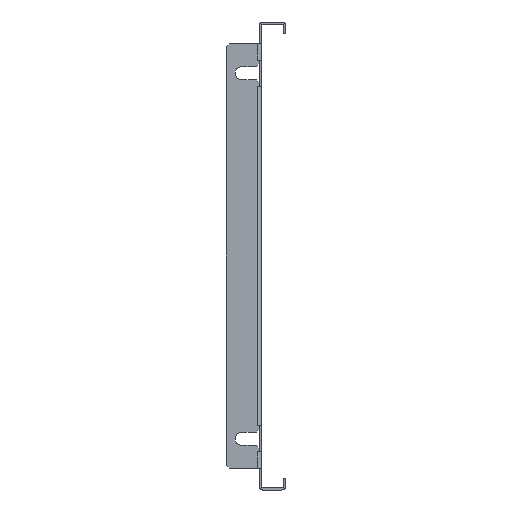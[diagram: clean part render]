
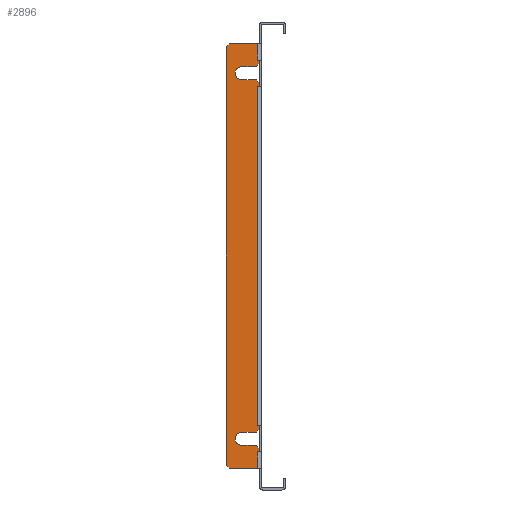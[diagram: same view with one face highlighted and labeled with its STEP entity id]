
A CAD part, left-side view. The second image highlights one B-rep face of the part: STEP entity #2896.
In plain terms, the highlighted face is planar.
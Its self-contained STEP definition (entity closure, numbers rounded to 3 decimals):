
#37=DIRECTION('',(1.,0.,0.));
#38=VECTOR('',#37,11.);
#39=CARTESIAN_POINT('',(-145.,-1.,-229.));
#40=LINE('',#39,#38);
#44=DIRECTION('',(-0.707,0.707,0.));
#45=VECTOR('',#44,2.828);
#46=CARTESIAN_POINT('',(-143.,-22.5,-229.));
#47=LINE('',#46,#45);
#51=DIRECTION('',(-1.,0.,0.));
#52=VECTOR('',#51,286.);
#53=CARTESIAN_POINT('',(143.,-22.5,-229.));
#54=LINE('',#53,#52);
#58=DIRECTION('',(-0.707,-0.707,0.));
#59=VECTOR('',#58,2.828);
#60=CARTESIAN_POINT('',(145.,-20.5,-229.));
#61=LINE('',#60,#59);
#65=DIRECTION('',(1.,0.,0.));
#66=VECTOR('',#65,11.);
#67=CARTESIAN_POINT('',(134.,-1.,-229.));
#68=LINE('',#67,#66);
#72=DIRECTION('',(0.,1.,0.));
#73=VECTOR('',#72,1.);
#74=CARTESIAN_POINT('',(134.,-1.,-229.));
#75=LINE('',#74,#73);
#79=DIRECTION('',(1.,0.,0.));
#80=VECTOR('',#79,2.5);
#81=CARTESIAN_POINT('',(131.5,0.,-229.));
#82=LINE('',#81,#80);
#86=DIRECTION('',(0.,1.,0.));
#87=VECTOR('',#86,10.);
#88=CARTESIAN_POINT('',(129.5,-12.,-229.));
#89=LINE('',#88,#87);
#93=CARTESIAN_POINT('',(125.,-12.,-229.));
#94=DIRECTION('',(0.,0.,1.));
#95=DIRECTION('',(-1.,0.,0.));
#96=AXIS2_PLACEMENT_3D('',#93,#94,#95);
#101=DIRECTION('',(0.,-1.,0.));
#102=VECTOR('',#101,10.);
#103=CARTESIAN_POINT('',(120.5,-2.,-229.));
#104=LINE('',#103,#102);
#108=DIRECTION('',(1.,0.,0.));
#109=VECTOR('',#108,2.5);
#110=CARTESIAN_POINT('',(116.,0.,-229.));
#111=LINE('',#110,#109);
#115=DIRECTION('',(0.,1.,0.));
#116=VECTOR('',#115,1.);
#117=CARTESIAN_POINT('',(116.,-1.,-229.));
#118=LINE('',#117,#116);
#122=DIRECTION('',(1.,0.,0.));
#123=VECTOR('',#122,232.);
#124=CARTESIAN_POINT('',(-116.,-1.,-229.));
#125=LINE('',#124,#123);
#129=DIRECTION('',(0.,1.,0.));
#130=VECTOR('',#129,1.);
#131=CARTESIAN_POINT('',(-116.,-1.,-229.));
#132=LINE('',#131,#130);
#136=DIRECTION('',(1.,0.,0.));
#137=VECTOR('',#136,2.5);
#138=CARTESIAN_POINT('',(-118.5,0.,-229.));
#139=LINE('',#138,#137);
#143=DIRECTION('',(0.,1.,0.));
#144=VECTOR('',#143,10.);
#145=CARTESIAN_POINT('',(-120.5,-12.,-229.));
#146=LINE('',#145,#144);
#150=CARTESIAN_POINT('',(-125.,-12.,-229.));
#151=DIRECTION('',(0.,0.,1.));
#152=DIRECTION('',(-1.,0.,0.));
#153=AXIS2_PLACEMENT_3D('',#150,#151,#152);
#158=DIRECTION('',(0.,-1.,0.));
#159=VECTOR('',#158,10.);
#160=CARTESIAN_POINT('',(-129.5,-2.,-229.));
#161=LINE('',#160,#159);
#165=DIRECTION('',(1.,0.,0.));
#166=VECTOR('',#165,2.5);
#167=CARTESIAN_POINT('',(-134.,0.,-229.));
#168=LINE('',#167,#166);
#172=DIRECTION('',(0.,1.,0.));
#173=VECTOR('',#172,1.);
#174=CARTESIAN_POINT('',(-134.,-1.,-229.));
#175=LINE('',#174,#173);
#230=DIRECTION('',(-0.707,0.707,0.));
#231=VECTOR('',#230,2.828);
#232=CARTESIAN_POINT('',(-129.5,-2.,-229.));
#233=LINE('',#232,#231);
#272=DIRECTION('',(-0.707,-0.707,0.));
#273=VECTOR('',#272,2.828);
#274=CARTESIAN_POINT('',(-118.5,0.,-229.));
#275=LINE('',#274,#273);
#345=DIRECTION('',(-0.707,0.707,0.));
#346=VECTOR('',#345,2.828);
#347=CARTESIAN_POINT('',(120.5,-2.,-229.));
#348=LINE('',#347,#346);
#387=DIRECTION('',(-0.707,-0.707,0.));
#388=VECTOR('',#387,2.828);
#389=CARTESIAN_POINT('',(131.5,0.,-229.));
#390=LINE('',#389,#388);
#417=DIRECTION('',(0.,-1.,0.));
#418=VECTOR('',#417,19.5);
#419=CARTESIAN_POINT('',(145.,-1.,-229.));
#420=LINE('',#419,#418);
#467=DIRECTION('',(0.,1.,0.));
#468=VECTOR('',#467,19.5);
#469=CARTESIAN_POINT('',(-145.,-20.5,-229.));
#470=LINE('',#469,#468);
#2485=CARTESIAN_POINT('',(145.,-20.5,-229.));
#2486=CARTESIAN_POINT('',(143.,-22.5,-229.));
#2487=VERTEX_POINT('',#2485);
#2488=VERTEX_POINT('',#2486);
#2489=CARTESIAN_POINT('',(-143.,-22.5,-229.));
#2490=VERTEX_POINT('',#2489);
#2491=CARTESIAN_POINT('',(-145.,-20.5,-229.));
#2492=VERTEX_POINT('',#2491);
#2501=CARTESIAN_POINT('',(120.5,-12.,-229.));
#2502=CARTESIAN_POINT('',(129.5,-12.,-229.));
#2503=VERTEX_POINT('',#2501);
#2504=VERTEX_POINT('',#2502);
#2505=CARTESIAN_POINT('',(-129.5,-12.,-229.));
#2506=CARTESIAN_POINT('',(-120.5,-12.,-229.));
#2507=VERTEX_POINT('',#2505);
#2508=VERTEX_POINT('',#2506);
#2565=CARTESIAN_POINT('',(131.5,0.,-229.));
#2567=VERTEX_POINT('',#2565);
#2569=CARTESIAN_POINT('',(129.5,-2.,-229.));
#2571=VERTEX_POINT('',#2569);
#2573=CARTESIAN_POINT('',(120.5,-2.,-229.));
#2575=VERTEX_POINT('',#2573);
#2577=CARTESIAN_POINT('',(118.5,0.,-229.));
#2579=VERTEX_POINT('',#2577);
#2581=CARTESIAN_POINT('',(-118.5,0.,-229.));
#2583=VERTEX_POINT('',#2581);
#2585=CARTESIAN_POINT('',(-120.5,-2.,-229.));
#2587=VERTEX_POINT('',#2585);
#2589=CARTESIAN_POINT('',(-129.5,-2.,-229.));
#2591=VERTEX_POINT('',#2589);
#2593=CARTESIAN_POINT('',(-131.5,0.,-229.));
#2595=VERTEX_POINT('',#2593);
#2771=CARTESIAN_POINT('',(-145.,-1.,-229.));
#2772=VERTEX_POINT('',#2771);
#2773=CARTESIAN_POINT('',(-134.,-1.,-229.));
#2774=VERTEX_POINT('',#2773);
#2775=CARTESIAN_POINT('',(-134.,0.,-229.));
#2776=VERTEX_POINT('',#2775);
#2785=CARTESIAN_POINT('',(-116.,-1.,-229.));
#2786=CARTESIAN_POINT('',(116.,-1.,-229.));
#2787=VERTEX_POINT('',#2785);
#2788=VERTEX_POINT('',#2786);
#2789=CARTESIAN_POINT('',(-116.,0.,-229.));
#2790=VERTEX_POINT('',#2789);
#2791=CARTESIAN_POINT('',(116.,0.,-229.));
#2792=VERTEX_POINT('',#2791);
#2793=CARTESIAN_POINT('',(145.,-1.,-229.));
#2795=VERTEX_POINT('',#2793);
#2801=CARTESIAN_POINT('',(134.,-1.,-229.));
#2802=VERTEX_POINT('',#2801);
#2803=CARTESIAN_POINT('',(134.,0.,-229.));
#2804=VERTEX_POINT('',#2803);
#2837=CARTESIAN_POINT('',(0.,0.,-229.));
#2838=DIRECTION('',(0.,0.,1.));
#2839=DIRECTION('',(-1.,0.,0.));
#2840=AXIS2_PLACEMENT_3D('',#2837,#2838,#2839);
#2841=PLANE('',#2840);
#2843=ORIENTED_EDGE('',*,*,#2842,.F.);
#2845=ORIENTED_EDGE('',*,*,#2844,.F.);
#2847=ORIENTED_EDGE('',*,*,#2846,.F.);
#2849=ORIENTED_EDGE('',*,*,#2848,.F.);
#2851=ORIENTED_EDGE('',*,*,#2850,.F.);
#2853=ORIENTED_EDGE('',*,*,#2852,.F.);
#2855=ORIENTED_EDGE('',*,*,#2854,.F.);
#2857=ORIENTED_EDGE('',*,*,#2856,.T.);
#2859=ORIENTED_EDGE('',*,*,#2858,.F.);
#2861=ORIENTED_EDGE('',*,*,#2860,.T.);
#2863=ORIENTED_EDGE('',*,*,#2862,.F.);
#2865=ORIENTED_EDGE('',*,*,#2864,.F.);
#2867=ORIENTED_EDGE('',*,*,#2866,.F.);
#2869=ORIENTED_EDGE('',*,*,#2868,.T.);
#2871=ORIENTED_EDGE('',*,*,#2870,.F.);
#2873=ORIENTED_EDGE('',*,*,#2872,.F.);
#2875=ORIENTED_EDGE('',*,*,#2874,.F.);
#2877=ORIENTED_EDGE('',*,*,#2876,.T.);
#2879=ORIENTED_EDGE('',*,*,#2878,.F.);
#2881=ORIENTED_EDGE('',*,*,#2880,.T.);
#2883=ORIENTED_EDGE('',*,*,#2882,.F.);
#2885=ORIENTED_EDGE('',*,*,#2884,.F.);
#2887=ORIENTED_EDGE('',*,*,#2886,.F.);
#2889=ORIENTED_EDGE('',*,*,#2888,.T.);
#2891=ORIENTED_EDGE('',*,*,#2890,.F.);
#2893=ORIENTED_EDGE('',*,*,#2892,.F.);
#2894=EDGE_LOOP('',(#2843,#2845,#2847,#2849,#2851,#2853,#2855,#2857,#2859,#2861,
#2863,#2865,#2867,#2869,#2871,#2873,#2875,#2877,#2879,#2881,#2883,#2885,#2887,
#2889,#2891,#2893));
#2895=FACE_OUTER_BOUND('',#2894,.F.);
#97=CIRCLE('',#96,4.5);
#154=CIRCLE('',#153,4.5);
#2842=EDGE_CURVE('',#2772,#2774,#40,.T.);
#2844=EDGE_CURVE('',#2492,#2772,#470,.T.);
#2846=EDGE_CURVE('',#2490,#2492,#47,.T.);
#2848=EDGE_CURVE('',#2488,#2490,#54,.T.);
#2850=EDGE_CURVE('',#2487,#2488,#61,.T.);
#2852=EDGE_CURVE('',#2795,#2487,#420,.T.);
#2854=EDGE_CURVE('',#2802,#2795,#68,.T.);
#2856=EDGE_CURVE('',#2802,#2804,#75,.T.);
#2858=EDGE_CURVE('',#2567,#2804,#82,.T.);
#2860=EDGE_CURVE('',#2567,#2571,#390,.T.);
#2862=EDGE_CURVE('',#2504,#2571,#89,.T.);
#2864=EDGE_CURVE('',#2503,#2504,#97,.T.);
#2866=EDGE_CURVE('',#2575,#2503,#104,.T.);
#2868=EDGE_CURVE('',#2575,#2579,#348,.T.);
#2870=EDGE_CURVE('',#2792,#2579,#111,.T.);
#2872=EDGE_CURVE('',#2788,#2792,#118,.T.);
#2874=EDGE_CURVE('',#2787,#2788,#125,.T.);
#2876=EDGE_CURVE('',#2787,#2790,#132,.T.);
#2878=EDGE_CURVE('',#2583,#2790,#139,.T.);
#2880=EDGE_CURVE('',#2583,#2587,#275,.T.);
#2882=EDGE_CURVE('',#2508,#2587,#146,.T.);
#2884=EDGE_CURVE('',#2507,#2508,#154,.T.);
#2886=EDGE_CURVE('',#2591,#2507,#161,.T.);
#2888=EDGE_CURVE('',#2591,#2595,#233,.T.);
#2890=EDGE_CURVE('',#2776,#2595,#168,.T.);
#2892=EDGE_CURVE('',#2774,#2776,#175,.T.);
#2896=ADVANCED_FACE('',(#2895),#2841,.F.);
